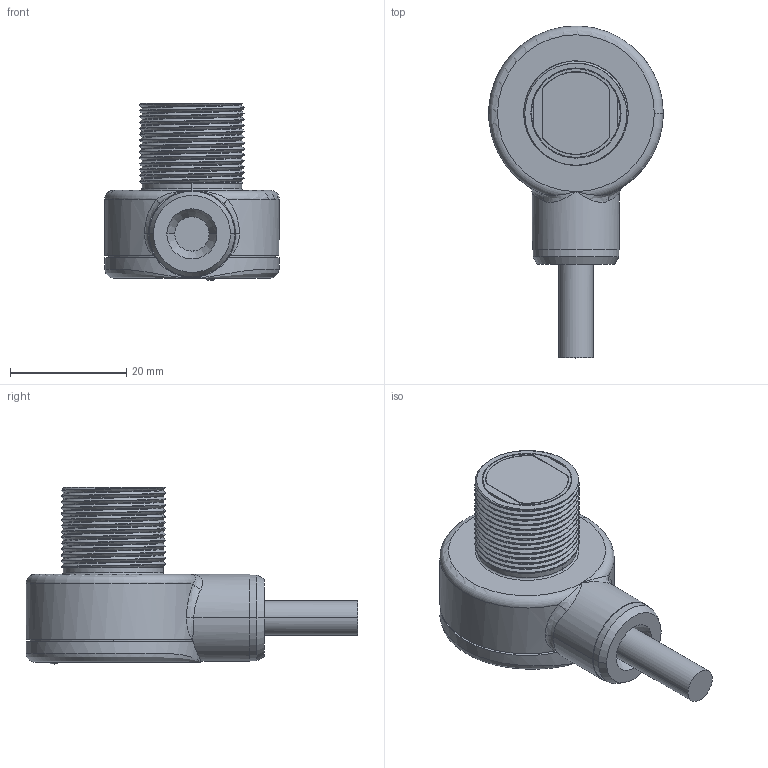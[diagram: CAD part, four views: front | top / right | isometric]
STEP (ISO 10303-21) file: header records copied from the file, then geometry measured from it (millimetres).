
FILE_DESCRIPTION((''),'2;1');
FILE_NAME('194509_ASM','2016-04-29T',('pdmadmin'),(''),'PRO/ENGINEER BY PARAMETRIC TECHNOLOGY CORPORATION, 2016010','PRO/ENGINEER BY PARAMETRIC TECHNOLOGY CORPORATION, 2016010','');
FILE_SCHEMA(('CONFIG_CONTROL_DESIGN'));
Length unit declared in the file: inch
Products named in the file (11): 32585_AF0; 32626; 32818_AF0; 05105_CPREP_AF0; 09460_WEB_AF0; 59029_AF0; 59401_AF0; 65807_AF0; 61135_AF0_ASM; 69966; 194509_ASM
Assembly tree (10 placements, depth 3):
  194509_ASM
    32585_AF0
    32626
    32818_AF0
    05105_CPREP_AF0
    09460_WEB_AF0
    61135_AF0_ASM
      59029_AF0
      59401_AF0
      65807_AF0
    69966
Bounding box: 30.05 x 57.2 x 30.51 mm (x, y, z)
Volume: 6199 mm3; surface area: 10389 mm2
Topology: 10 solids, 10 shells, 208 faces, 509 edges, 323 vertices
Faces by surface type: cylinder 93, plane 63, bspline 20, cone 18, torus 12, sphere 2
Entity records: 12624 total; most frequent: CARTESIAN_POINT 7548, DIRECTION 1023, ORIENTED_EDGE 1010, EDGE_CURVE 505, AXIS2_PLACEMENT_3D 411, VERTEX_POINT 323, EDGE_LOOP 230, FACE_OUTER_BOUND 208
